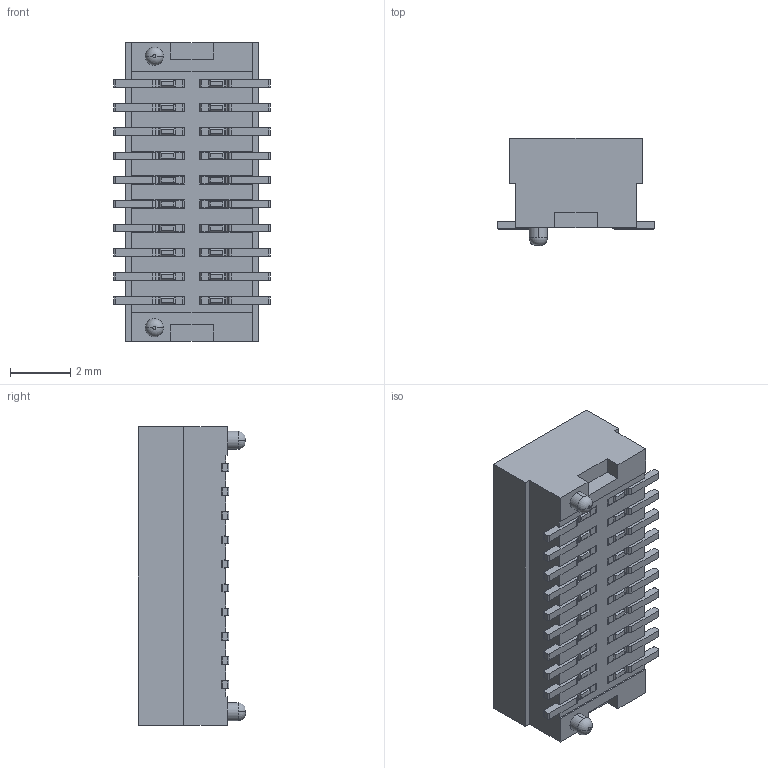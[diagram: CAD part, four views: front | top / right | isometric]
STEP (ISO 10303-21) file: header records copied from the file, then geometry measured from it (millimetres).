
FILE_DESCRIPTION(('CoCreate Modeling STEP Export'),'2;1');
FILE_NAME('SGDBF-08-020P-H30.stp','2021-11-10T 8:29:50',(''),(''),'CoCreate Modeling STEP processor for AP214 (Solid Model)','CoCreate Modeling 16.00 13-May-2008 (C) Parametric Technology GmbH','');
FILE_SCHEMA(('AUTOMOTIVE_DESIGN { 1 0 10303 214 1 1 1 1 }'));
Length unit declared in the file: millimetre
Products named in the file (2): 20P
Assembly tree (1 placements, depth 2):
  20P
    20P
Bounding box: 5.2 x 3.55 x 9.9 mm (x, y, z)
Volume: 88.3 mm3; surface area: 380.9 mm2
Topology: 1 solids, 1 shells, 1222 faces, 3450 edges, 2274 vertices
Faces by surface type: plane 794, cylinder 424, torus 4
Entity records: 36879 total; most frequent: ORIENTED_EDGE 6900, CARTESIAN_POINT 6395, DIRECTION 5821, EDGE_CURVE 3450, VECTOR 2421, LINE 2421, VERTEX_POINT 2274, AXIS2_PLACEMENT_3D 1700
